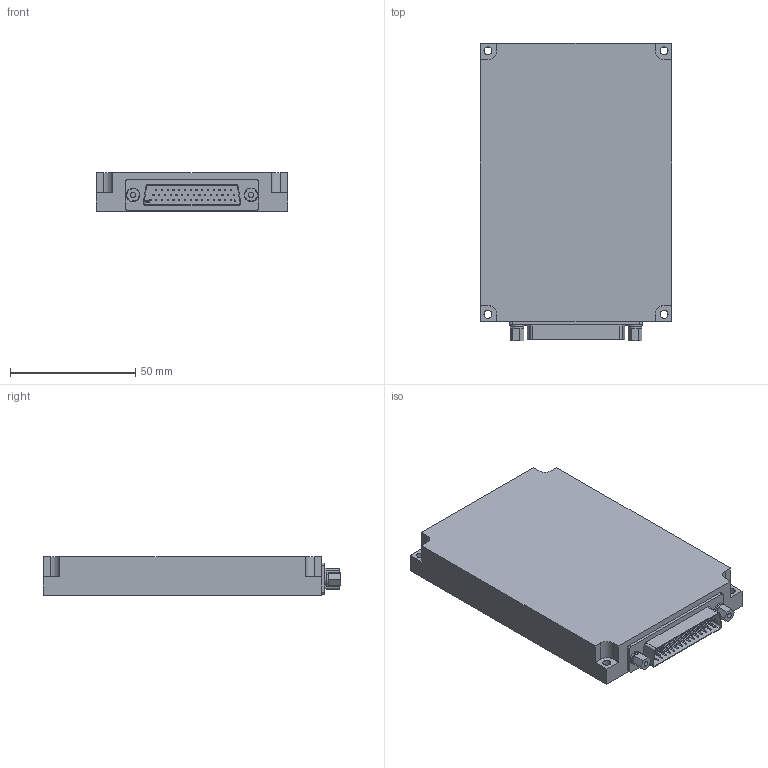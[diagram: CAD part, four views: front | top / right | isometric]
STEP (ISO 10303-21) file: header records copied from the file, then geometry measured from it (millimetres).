
FILE_DESCRIPTION(/* description */ ('Unknown'),/* implementation_level */ '2;1');
FILE_NAME(/* name */ 'M6201001',/* time_stamp */ '2020-03-20T13:27:47-04:00',/* author */ ('Unknown'),/* organization */ ('Unknown'),/* preprocessor_version */ 'ST-DEVELOPER v16.7',/* originating_system */ 'DEX',/* authorisation */ $);
FILE_SCHEMA (('CONFIG_CONTROL_DESIGN'));
Length unit declared in the file: millimetre
Products named in the file (7): M6201001; MAIN BODY; DD44M000C; P001-19; MS35338-134; NAS620C4
Assembly tree (7 placements, depth 3):
  M6201001
    MAIN BODY
    DD44M000C
    P001-19  x2
      P001-19
      MS35338-134
      NAS620C4
Bounding box: 76.2 x 118.5 x 15.5 mm (x, y, z)
Volume: 134354.5 mm3; surface area: 27329.8 mm2
Topology: 8 solids, 8 shells, 276 faces, 623 edges, 418 vertices
Faces by surface type: plane 140, cylinder 86, torus 44, bspline 6
Full cylindrical faces by diameter (mm): 0.51 x44, 2.156 x2, 2.382 x2, 2.92 x2, 3.05 x2, 3.2 x4, 5.309 x2
Entity records: 8237 total; most frequent: CARTESIAN_POINT 1395, DIRECTION 1101, ORIENTED_EDGE 862, AXIS2_PLACEMENT_3D 460, EDGE_CURVE 431, EDGE_LOOP 419, FACE_BOUND 419, VERTEX_POINT 338
